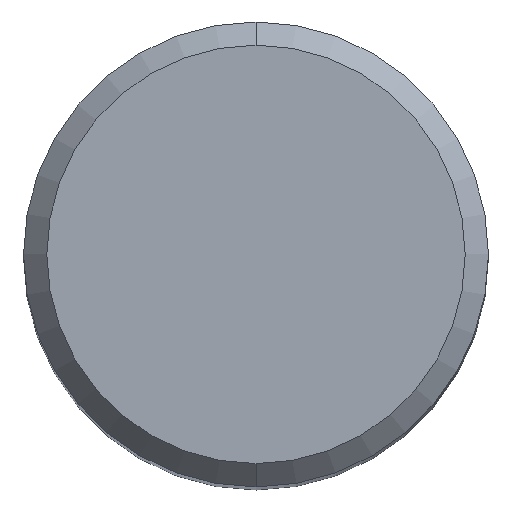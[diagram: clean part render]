
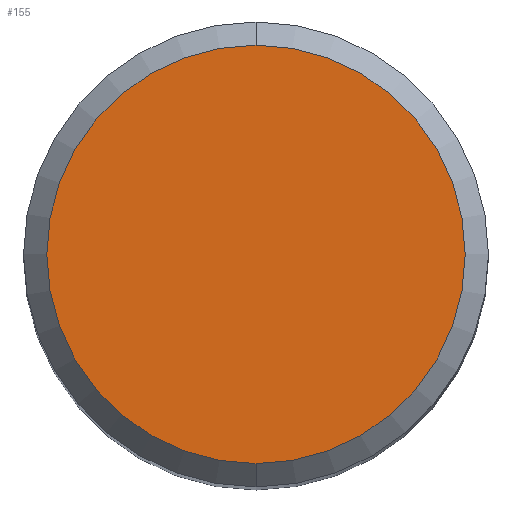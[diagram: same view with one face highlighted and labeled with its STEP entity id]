
A CAD part, top view. The second image highlights one B-rep face of the part: STEP entity #155.
In plain terms, the highlighted planar face has unit normal (0, 0, 1).
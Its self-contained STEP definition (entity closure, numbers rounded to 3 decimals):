
#105=VERTEX_POINT('',#257);
#115=EDGE_CURVE('',#105,#131,#267,.T.);
#131=VERTEX_POINT('',#285);
#135=EDGE_CURVE('',#131,#105,#290,.T.);
#155=ADVANCED_FACE('',(#312),#313,.T.);
#257=CARTESIAN_POINT('',(0.0,4.5,0.0));
#267=CIRCLE('',#433,4.5);
#285=CARTESIAN_POINT('',(0.,-4.5,0.0));
#290=CIRCLE('',#459,4.5);
#312=FACE_OUTER_BOUND('',#490,.T.);
#313=PLANE('',#491);
#433=AXIS2_PLACEMENT_3D('',#619,#620,#621);
#459=AXIS2_PLACEMENT_3D('',#649,#650,#651);
#490=EDGE_LOOP('',(#680,#681));
#491=AXIS2_PLACEMENT_3D('',#682,#683,#684);
#619=CARTESIAN_POINT('',(0.0,0.0,0.0));
#620=DIRECTION('',(0.0,0.0,-1.0));
#621=DIRECTION('',(0.0,1.0,0.0));
#649=CARTESIAN_POINT('',(0.0,0.0,0.0));
#650=DIRECTION('',(0.0,0.0,-1.0));
#651=DIRECTION('',(0.0,1.0,0.0));
#680=ORIENTED_EDGE('',*,*,#115,.F.);
#681=ORIENTED_EDGE('',*,*,#135,.F.);
#682=CARTESIAN_POINT('',(0.0,2.25,0.0));
#683=DIRECTION('',(-0.0,0.0,1.0));
#684=DIRECTION('',(0.0,-1.0,0.0));
